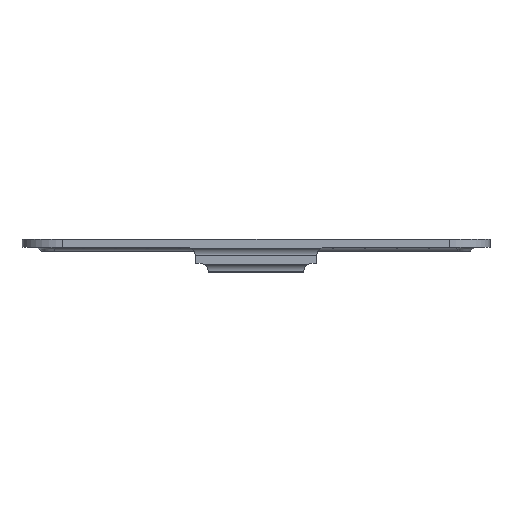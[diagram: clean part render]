
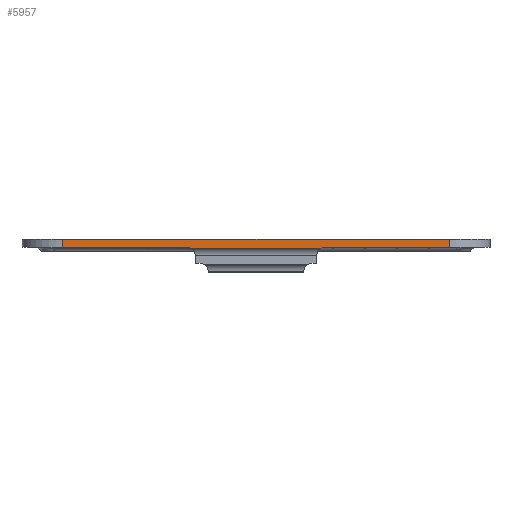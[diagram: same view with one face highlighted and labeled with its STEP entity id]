
A CAD part, left-side view. The second image highlights one B-rep face of the part: STEP entity #5957.
In plain terms, the highlighted planar face has unit normal (-1, 0, 0).
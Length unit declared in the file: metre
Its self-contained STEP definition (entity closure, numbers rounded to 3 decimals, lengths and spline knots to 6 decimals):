
#420=CIRCLE('',#6401,0.00254);
#421=CIRCLE('',#6402,0.00254);
#1752=ORIENTED_EDGE('',*,*,#2568,.F.);
#1753=ORIENTED_EDGE('',*,*,#3080,.T.);
#1754=ORIENTED_EDGE('',*,*,#2355,.T.);
#1755=ORIENTED_EDGE('',*,*,#3081,.T.);
#1756=ORIENTED_EDGE('',*,*,#3082,.T.);
#1757=ORIENTED_EDGE('',*,*,#3083,.T.);
#1758=ORIENTED_EDGE('',*,*,#2463,.T.);
#1759=ORIENTED_EDGE('',*,*,#3084,.T.);
#2355=EDGE_CURVE('',#3280,#3279,#3940,.T.);
#2463=EDGE_CURVE('',#3388,#3387,#4012,.T.);
#2568=EDGE_CURVE('',#3478,#3479,#4093,.T.);
#3080=EDGE_CURVE('',#3478,#3280,#4436,.F.);
#3081=EDGE_CURVE('',#3279,#3840,#420,.F.);
#3082=EDGE_CURVE('',#3840,#3841,#4437,.T.);
#3083=EDGE_CURVE('',#3841,#3388,#421,.F.);
#3084=EDGE_CURVE('',#3387,#3479,#4438,.T.);
#3279=VERTEX_POINT('',#8238);
#3280=VERTEX_POINT('',#8240);
#3387=VERTEX_POINT('',#8469);
#3388=VERTEX_POINT('',#8471);
#3478=VERTEX_POINT('',#8687);
#3479=VERTEX_POINT('',#8689);
#3840=VERTEX_POINT('',#9908);
#3841=VERTEX_POINT('',#9910);
#3940=LINE('',#8239,#4540);
#4012=LINE('',#8470,#4612);
#4093=LINE('',#8688,#4693);
#4436=LINE('',#9906,#5036);
#4437=LINE('',#9909,#5037);
#4438=LINE('',#9912,#5038);
#4540=VECTOR('',#6631,1.);
#4612=VECTOR('',#6805,1.);
#4693=VECTOR('',#6978,1.);
#5036=VECTOR('',#7765,1.);
#5037=VECTOR('',#7768,1.);
#5038=VECTOR('',#7771,1.);
#5303=EDGE_LOOP('',(#1752,#1753,#1754,#1755,#1756,#1757,#1758,#1759));
#5597=FACE_BOUND('',#5303,.T.);
#5781=PLANE('',#6400);
#5957=ADVANCED_FACE('',(#5597),#5781,.T.);
#6400=AXIS2_PLACEMENT_3D('',#9905,#7763,#7764);
#6401=AXIS2_PLACEMENT_3D('',#9907,#7766,#7767);
#6402=AXIS2_PLACEMENT_3D('',#9911,#7769,#7770);
#6631=DIRECTION('',(0.,-1.,0.));
#6805=DIRECTION('',(0.,-1.,0.));
#6978=DIRECTION('',(0.,-1.,0.));
#7763=DIRECTION('',(-1.,0.,0.));
#7764=DIRECTION('',(0.,0.,1.));
#7765=DIRECTION('',(0.,0.,1.));
#7766=DIRECTION('',(-1.,0.,0.));
#7767=DIRECTION('',(0.,0.,1.));
#7768=DIRECTION('',(0.,-1.,0.));
#7769=DIRECTION('',(-1.,0.,0.));
#7770=DIRECTION('',(0.,0.,1.));
#7771=DIRECTION('',(0.,0.,1.));
#8238=CARTESIAN_POINT('',(-0.076619,0.02159,0.));
#8239=CARTESIAN_POINT('',(-0.076619,0.,0.));
#8240=CARTESIAN_POINT('',(-0.076619,0.0606,0.));
#8469=CARTESIAN_POINT('',(-0.076619,-0.0606,0.));
#8470=CARTESIAN_POINT('',(-0.076619,0.,0.));
#8471=CARTESIAN_POINT('',(-0.076619,-0.02159,0.));
#8687=CARTESIAN_POINT('',(-0.076619,0.0606,0.00254));
#8688=CARTESIAN_POINT('',(-0.076619,0.,0.00254));
#8689=CARTESIAN_POINT('',(-0.076619,-0.0606,0.00254));
#9905=CARTESIAN_POINT('',(-0.076619,0.,-0.0239));
#9906=CARTESIAN_POINT('',(-0.076619,0.0606,0.));
#9907=CARTESIAN_POINT('',(-0.076619,0.02159,-0.00254));
#9908=CARTESIAN_POINT('',(-0.076619,0.02032,-0.00034));
#9909=CARTESIAN_POINT('',(-0.076619,0.,-0.00034));
#9910=CARTESIAN_POINT('',(-0.076619,-0.02032,-0.00034));
#9911=CARTESIAN_POINT('',(-0.076619,-0.02159,-0.00254));
#9912=CARTESIAN_POINT('',(-0.076619,-0.0606,-0.0239));
